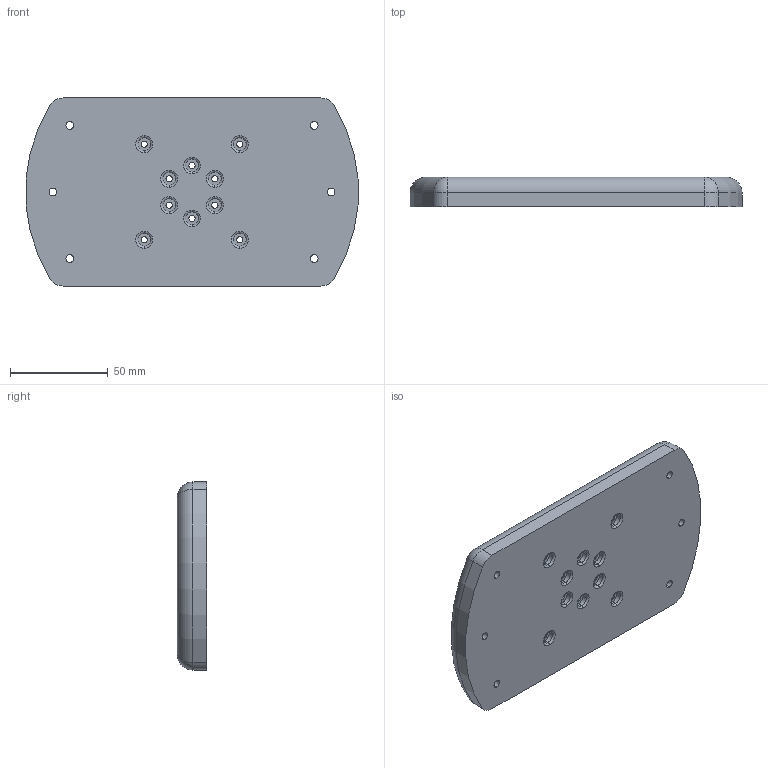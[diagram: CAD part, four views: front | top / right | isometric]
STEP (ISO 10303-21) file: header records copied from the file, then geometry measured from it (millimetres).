
FILE_DESCRIPTION (( 'STEP AP203' ), '1' );
FILE_NAME ('A1.STEP', '2024-08-29T05:39:04', ( '' ), ( '' ), 'SwSTEP 2.0', 'SolidWorks 2022', '' );
FILE_SCHEMA (( 'CONFIG_CONTROL_DESIGN' ));
Length unit declared in the file: millimetre
Products named in the file (1): A1
Bounding box: 169.48 x 15 x 96 mm (x, y, z)
Volume: 220233.1 mm3; surface area: 39168.9 mm2
Topology: 1 solids, 1 shells, 130 faces, 292 edges, 180 vertices
Faces by surface type: cylinder 72, torus 34, plane 20, sphere 4
Entity records: 3839 total; most frequent: DIRECTION 768, CARTESIAN_POINT 603, ORIENTED_EDGE 584, AXIS2_PLACEMENT_3D 345, EDGE_CURVE 292, CIRCLE 214, VERTEX_POINT 180, EDGE_LOOP 178
